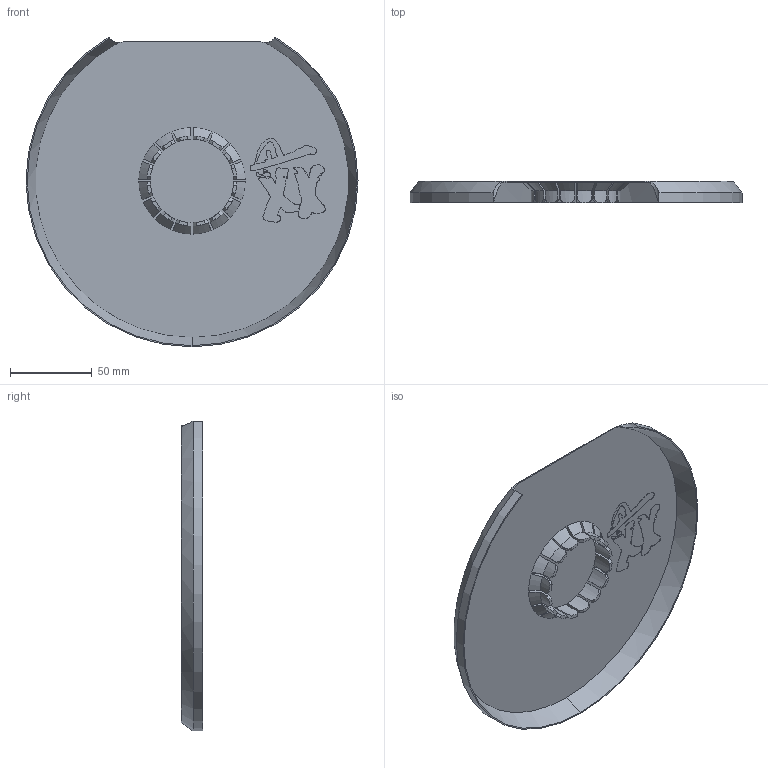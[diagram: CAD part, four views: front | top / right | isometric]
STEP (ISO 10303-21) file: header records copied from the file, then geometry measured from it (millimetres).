
FILE_DESCRIPTION (( 'STEP AP203' ), '1' );
FILE_NAME ('CoCoon Saver with P3D.STEP', '2024-05-29T12:40:12', ( '' ), ( '' ), 'SwSTEP 2.0', 'SolidWorks 2024', '' );
FILE_SCHEMA (( 'CONFIG_CONTROL_DESIGN' ));
Length unit declared in the file: millimetre
Products named in the file (1): CoCoon Saver with P3D
Bounding box: 203 x 13 x 189.41 mm (x, y, z)
Volume: 37964.4 mm3; surface area: 76112 mm2
Topology: 1 solids, 1 shells, 152 faces, 389 edges, 259 vertices
Faces by surface type: plane 88, cylinder 36, cone 20, bspline 8
Entity records: 9848 total; most frequent: CARTESIAN_POINT 6291, ORIENTED_EDGE 778, DIRECTION 659, EDGE_CURVE 389, VERTEX_POINT 259, AXIS2_PLACEMENT_3D 241, LINE 177, VECTOR 177
